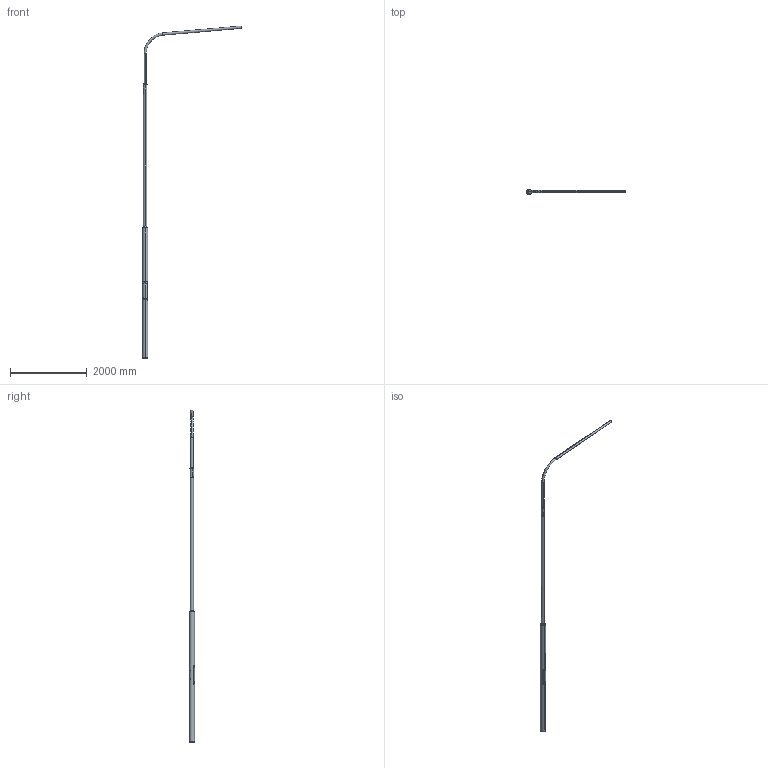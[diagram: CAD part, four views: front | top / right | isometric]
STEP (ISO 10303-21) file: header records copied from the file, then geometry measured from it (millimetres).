
FILE_DESCRIPTION (( 'STEP AP214' ), '1' );
FILE_NAME ('110410KGXS P125B108O 4608118 P-VARTINEN OLAKEPYLVÄS_3D.step', '2022-05-28T14:50:37', ( '' ), ( '' ), 'SwSTEP 2.0', 'SolidWorks 2021', '' );
FILE_SCHEMA (( 'AUTOMOTIVE_DESIGN' ));
Length unit declared in the file: millimetre
Products named in the file (14): OLAKERUNKO_B108O; SOVITERENGAS OLAKEVARSI_SOVITERENGAS D60-D89; socket set screw cone point_din_DIN 914 - M10 x 25-N; YKSI R_KYTKENTÄAUKON LUUKKU_LUUKKU D139,7; P-OLAKEVARREN AIHIO_P125BO; KYTKENTÄAUKON LATTARAUTA_LATTA 4X20X100; 139,7X3,6 PY烼E鵬UTKI-TYVI_139,7X3,6 TYVIPUTKI-3400; socket set screw cone point_din_DIN 914 - M10 x 20-N; 110410KGXS P125B108O 4608118 P-VARTINEN OLAKEPYLVÄS_3D; socket head cap screw_din_DIN 912 M6 x 16 --- 16N; 88,9X3,2 PY烼E鵬UTKI-LATVA_88,9X3,2 LATVAPUTKI-3700; LATTA 5X16X460 KYTKENTÄAUKON VAHVIKE_C 1; OLAKEVARREN LATTA_LATTA 3X9,5X200; P-OLAKEVARSI_P125BO
Assembly tree (21 placements, depth 3):
  110410KGXS P125B108O 4608118 P-VARTINEN OLAKEPYLVÄS_3D
    OLAKERUNKO_B108O
      139,7X3,6 PY烼E鵬UTKI-TYVI_139,7X3,6 TYVIPUTKI-3400
      88,9X3,2 PY烼E鵬UTKI-LATVA_88,9X3,2 LATVAPUTKI-3700
      socket set screw cone point_din_DIN 914 - M10 x 25-N
      socket set screw cone point_din_DIN 914 - M10 x 20-N  x2
      YKSI R_KYTKENTÄAUKON LUUKKU_LUUKKU D139,7
      socket head cap screw_din_DIN 912 M6 x 16 --- 16N  x4
      KYTKENTÄAUKON LATTARAUTA_LATTA 4X20X100  x2
      LATTA 5X16X460 KYTKENTÄAUKON VAHVIKE_C 1  x2
    P-OLAKEVARSI_P125BO
      P-OLAKEVARREN AIHIO_P125BO
      SOVITERENGAS OLAKEVARSI_SOVITERENGAS D60-D89
      OLAKEVARREN LATTA_LATTA 3X9,5X200  x3
Bounding box: 2572.48 x 147.2 x 8630.04 mm (x, y, z)
Volume: 10558352.9 mm3; surface area: 6458242.2 mm2
Topology: 19 solids, 19 shells, 314 faces, 746 edges, 460 vertices
Faces by surface type: plane 154, cylinder 84, cone 52, torus 22, bspline 2
Entity records: 8156 total; most frequent: CARTESIAN_POINT 2915, DIRECTION 990, ORIENTED_EDGE 968, EDGE_CURVE 484, AXIS2_PLACEMENT_3D 368, VERTEX_POINT 305, LINE 254, VECTOR 254
